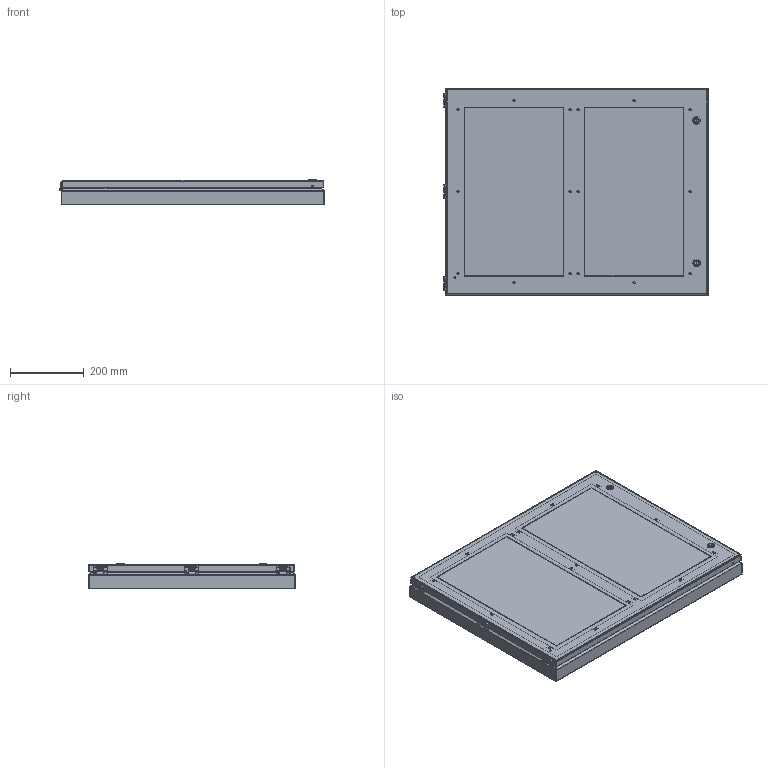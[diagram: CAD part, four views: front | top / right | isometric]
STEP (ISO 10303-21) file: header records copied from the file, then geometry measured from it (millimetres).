
FILE_DESCRIPTION (( 'STEP AP214' ), '1' );
FILE_NAME ('SCE-HWK2228.STEP', '2022-07-27T10:27:34', ( '' ), ( '' ), 'SwSTEP 2.0', 'SolidWorks 2021', '' );
FILE_SCHEMA (( 'AUTOMOTIVE_DESIGN' ));
Length unit declared in the file: inch
Products named in the file (1): SCE-HWK2228
Bounding box: 716.78 x 560.32 x 69.42 mm (x, y, z)
Volume: 2746535.2 mm3; surface area: 1974218.7 mm2
Topology: 84 solids, 84 shells, 3389 faces, 8199 edges, 4905 vertices
Faces by surface type: plane 1422, cylinder 939, bspline 715, torus 122, sphere 103, cone 88
Full cylindrical faces by diameter (mm): 3.505 x32, 3.81 x3, 3.962 x19, 4.013 x9, 4.166 x3, 4.318 x3, 4.42 x3, 4.775 x2, 4.826 x2, 4.981 x1, 5.08 x2, 5.385 x16, 5.41 x16, 5.537 x8, 6.058 x2, 6.463 x2, 6.604 x3, 6.655 x16, 6.756 x3, 6.824 x2, 7.167 x2, 7.874 x2, 8.28 x2, 8.89 x2, 10.922 x2, 11.684 x2, 12.065 x2, 12.17 x3, 16.002 x2, 20.018 x2
Entity records: 140445 total; most frequent: CARTESIAN_POINT 70255, ORIENTED_EDGE 15284, DIRECTION 11918, EDGE_CURVE 7642, VERTEX_POINT 4833, AXIS2_PLACEMENT_3D 4362, EDGE_LOOP 3961, FACE_OUTER_BOUND 3609
